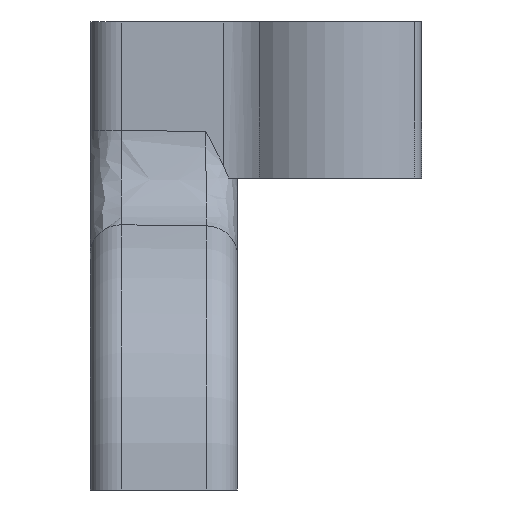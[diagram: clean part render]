
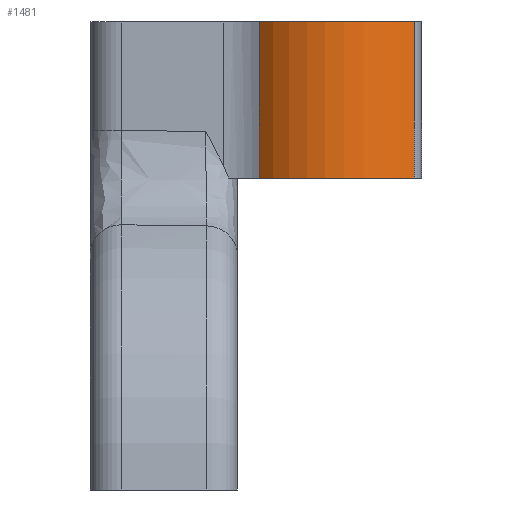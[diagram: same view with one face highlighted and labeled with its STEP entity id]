
A CAD part, left-side view. The second image highlights one B-rep face of the part: STEP entity #1481.
In plain terms, the highlighted cylindrical face has radius 10.6 mm (diameter 21.2 mm), a partial arc.
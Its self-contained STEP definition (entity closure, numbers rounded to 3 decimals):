
#152=FACE_OUTER_BOUND('',#234,.T.);
#234=EDGE_LOOP('',(#1321,#1322,#1323,#1324));
#282=LINE('',#2611,#375);
#330=LINE('',#2869,#423);
#375=VECTOR('',#1889,10.);
#423=VECTOR('',#2125,10.);
#439=CIRCLE('',#1518,10.6);
#506=CIRCLE('',#1598,10.6);
#556=VERTEX_POINT('',#2260);
#557=VERTEX_POINT('',#2262);
#640=VERTEX_POINT('',#2609);
#650=VERTEX_POINT('',#2632);
#709=EDGE_CURVE('',#557,#556,#439,.T.);
#810=EDGE_CURVE('',#556,#640,#282,.T.);
#822=EDGE_CURVE('',#650,#640,#506,.T.);
#909=EDGE_CURVE('',#557,#650,#330,.T.);
#1321=ORIENTED_EDGE('',*,*,#709,.T.);
#1322=ORIENTED_EDGE('',*,*,#810,.T.);
#1323=ORIENTED_EDGE('',*,*,#822,.F.);
#1324=ORIENTED_EDGE('',*,*,#909,.F.);
#1402=CYLINDRICAL_SURFACE('',#1679,10.6);
#1481=ADVANCED_FACE('',(#152),#1402,.T.);
#1518=AXIS2_PLACEMENT_3D('',#2263,#1722,#1723);
#1598=AXIS2_PLACEMENT_3D('',#2634,#1914,#1915);
#1679=AXIS2_PLACEMENT_3D('',#2868,#2123,#2124);
#1722=DIRECTION('center_axis',(0.,0.,
-1.));
#1723=DIRECTION('ref_axis',(-0.748,-0.664,0.));
#1889=DIRECTION('',(0.,0.,-1.));
#1914=DIRECTION('center_axis',(0.,0.,
-1.));
#1915=DIRECTION('ref_axis',(-0.748,-0.664,0.));
#2123=DIRECTION('center_axis',(0.,0.,-1.));
#2124=DIRECTION('ref_axis',(-0.748,-0.664,0.));
#2125=DIRECTION('',(0.,0.,-1.));
#2260=CARTESIAN_POINT('',(-24.783,-14.089,-11.002));
#2262=CARTESIAN_POINT('',(-25.627,-29.012,-11.002));
#2263=CARTESIAN_POINT('Origin',(-17.7,-21.975,-11.002));
#2609=CARTESIAN_POINT('',(-24.783,-14.089,-26.002));
#2611=CARTESIAN_POINT('',(-24.783,-14.089,-11.002));
#2632=CARTESIAN_POINT('',(-25.627,-29.012,-26.002));
#2634=CARTESIAN_POINT('Origin',(-17.7,-21.975,-26.002));
#2868=CARTESIAN_POINT('Origin',(-17.7,-21.975,-11.002));
#2869=CARTESIAN_POINT('',(-25.627,-29.012,-11.002));
